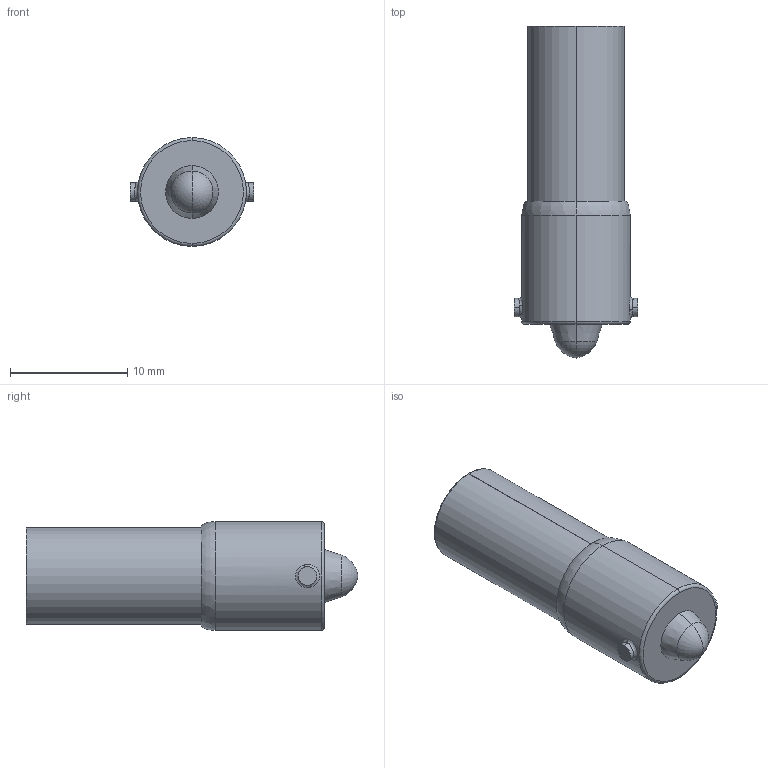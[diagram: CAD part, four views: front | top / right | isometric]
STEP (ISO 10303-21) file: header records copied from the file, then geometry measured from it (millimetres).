
FILE_DESCRIPTION (( 'STEP AP203' ), '1' );
FILE_NAME ('120mb.STEP', '2017-09-12T17:16:36', ( '' ), ( '' ), 'SwSTEP 2.0', 'SolidWorks 2016', '' );
FILE_SCHEMA (( 'CONFIG_CONTROL_DESIGN' ));
Length unit declared in the file: inch
Products named in the file (1): 120mb
Bounding box: 10.49 x 28.29 x 9.27 mm (x, y, z)
Volume: 600 mm3; surface area: 1662.6 mm2
Topology: 1 solids, 3 shells, 210 faces, 509 edges, 310 vertices
Faces by surface type: cylinder 70, torus 60, plane 46, bspline 28, cone 6
Entity records: 7563 total; most frequent: CARTESIAN_POINT 2595, DIRECTION 1099, ORIENTED_EDGE 1006, EDGE_CURVE 503, AXIS2_PLACEMENT_3D 479, VERTEX_POINT 310, CIRCLE 296, EDGE_LOOP 227
